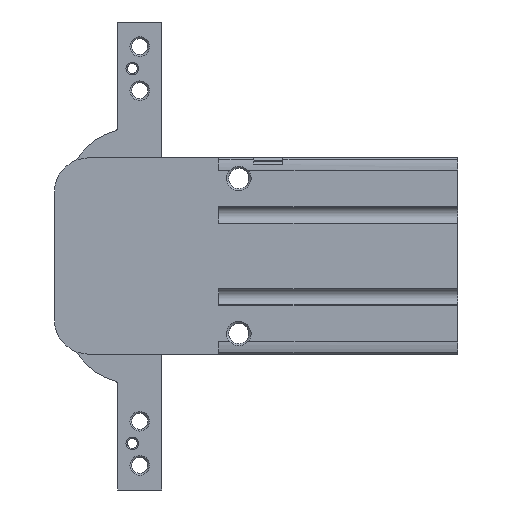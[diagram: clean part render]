
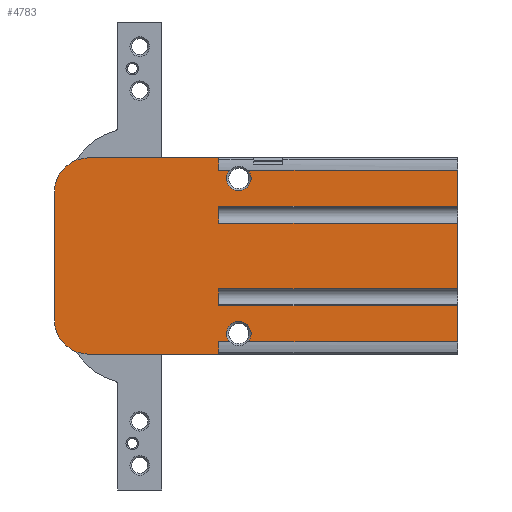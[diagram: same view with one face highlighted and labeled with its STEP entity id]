
A CAD part, left-side view. The second image highlights one B-rep face of the part: STEP entity #4783.
In plain terms, the highlighted planar face has unit normal (-1, 0, 0).
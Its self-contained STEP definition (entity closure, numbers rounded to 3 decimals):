
#300=LINE('',#7147,#693);
#319=LINE('',#7229,#712);
#419=LINE('',#7645,#812);
#420=LINE('',#7653,#813);
#440=LINE('',#7751,#833);
#442=LINE('',#7759,#835);
#452=LINE('',#7811,#845);
#457=LINE('',#7835,#850);
#481=LINE('',#7922,#874);
#494=LINE('',#7960,#887);
#496=LINE('',#7964,#889);
#497=LINE('',#7965,#890);
#498=LINE('',#7967,#891);
#499=LINE('',#7969,#892);
#500=LINE('',#7971,#893);
#501=LINE('',#7972,#894);
#502=LINE('',#7974,#895);
#503=LINE('',#7976,#896);
#693=VECTOR('',#5635,1000.);
#712=VECTOR('',#5688,1000.);
#812=VECTOR('',#5992,1000.);
#813=VECTOR('',#5993,1000.);
#833=VECTOR('',#6051,1000.);
#835=VECTOR('',#6057,1000.);
#845=VECTOR('',#6095,1000.);
#850=VECTOR('',#6114,1000.);
#874=VECTOR('',#6190,1000.);
#887=VECTOR('',#6223,1000.);
#889=VECTOR('',#6229,1000.);
#890=VECTOR('',#6230,1000.);
#891=VECTOR('',#6233,1000.);
#892=VECTOR('',#6234,1000.);
#893=VECTOR('',#6235,1000.);
#894=VECTOR('',#6236,1000.);
#895=VECTOR('',#6237,1000.);
#896=VECTOR('',#6238,1000.);
#1588=ORIENTED_EDGE('',*,*,#2842,.T.);
#1589=ORIENTED_EDGE('',*,*,#2695,.F.);
#1590=ORIENTED_EDGE('',*,*,#2843,.T.);
#1591=ORIENTED_EDGE('',*,*,#2486,.F.);
#1592=ORIENTED_EDGE('',*,*,#2526,.F.);
#1593=ORIENTED_EDGE('',*,*,#2840,.F.);
#1594=ORIENTED_EDGE('',*,*,#2523,.F.);
#1595=ORIENTED_EDGE('',*,*,#2521,.T.);
#1596=ORIENTED_EDGE('',*,*,#2844,.T.);
#1597=ORIENTED_EDGE('',*,*,#2732,.T.);
#1598=ORIENTED_EDGE('',*,*,#2845,.T.);
#1599=ORIENTED_EDGE('',*,*,#2736,.T.);
#1600=ORIENTED_EDGE('',*,*,#2769,.T.);
#1601=ORIENTED_EDGE('',*,*,#2846,.F.);
#1602=ORIENTED_EDGE('',*,*,#2847,.T.);
#1603=ORIENTED_EDGE('',*,*,#2848,.T.);
#1604=ORIENTED_EDGE('',*,*,#2757,.T.);
#1605=ORIENTED_EDGE('',*,*,#2849,.F.);
#1606=ORIENTED_EDGE('',*,*,#2850,.T.);
#1607=ORIENTED_EDGE('',*,*,#2851,.T.);
#1608=ORIENTED_EDGE('',*,*,#2819,.T.);
#1609=ORIENTED_EDGE('',*,*,#2697,.F.);
#2486=EDGE_CURVE('',#3179,#3180,#300,.T.);
#2521=EDGE_CURVE('',#3210,#3209,#319,.T.);
#2523=EDGE_CURVE('',#3210,#3211,#3644,.T.);
#2526=EDGE_CURVE('',#3212,#3179,#3645,.T.);
#2695=EDGE_CURVE('',#3338,#3339,#419,.T.);
#2697=EDGE_CURVE('',#3340,#3341,#420,.T.);
#2732=EDGE_CURVE('',#3366,#3364,#440,.T.);
#2736=EDGE_CURVE('',#3365,#3369,#442,.T.);
#2757=EDGE_CURVE('',#3386,#3385,#452,.T.);
#2769=EDGE_CURVE('',#3369,#3397,#457,.T.);
#2819=EDGE_CURVE('',#3435,#3341,#481,.T.);
#2840=EDGE_CURVE('',#3211,#3212,#494,.T.);
#2842=EDGE_CURVE('',#3340,#3339,#3758,.T.);
#2843=EDGE_CURVE('',#3338,#3180,#496,.T.);
#2844=EDGE_CURVE('',#3209,#3366,#497,.T.);
#2845=EDGE_CURVE('',#3364,#3365,#3759,.T.);
#2846=EDGE_CURVE('',#3450,#3397,#498,.T.);
#2847=EDGE_CURVE('',#3450,#3451,#499,.T.);
#2848=EDGE_CURVE('',#3451,#3386,#500,.T.);
#2849=EDGE_CURVE('',#3452,#3385,#501,.T.);
#2850=EDGE_CURVE('',#3452,#3453,#502,.T.);
#2851=EDGE_CURVE('',#3453,#3435,#503,.T.);
#3179=VERTEX_POINT('',#7146);
#3180=VERTEX_POINT('',#7148);
#3209=VERTEX_POINT('',#7228);
#3210=VERTEX_POINT('',#7230);
#3211=VERTEX_POINT('',#7234);
#3212=VERTEX_POINT('',#7238);
#3338=VERTEX_POINT('',#7644);
#3339=VERTEX_POINT('',#7646);
#3340=VERTEX_POINT('',#7652);
#3341=VERTEX_POINT('',#7654);
#3364=VERTEX_POINT('',#7749);
#3365=VERTEX_POINT('',#7750);
#3366=VERTEX_POINT('',#7752);
#3369=VERTEX_POINT('',#7758);
#3385=VERTEX_POINT('',#7810);
#3386=VERTEX_POINT('',#7812);
#3397=VERTEX_POINT('',#7834);
#3435=VERTEX_POINT('',#7923);
#3450=VERTEX_POINT('',#7968);
#3451=VERTEX_POINT('',#7970);
#3452=VERTEX_POINT('',#7973);
#3453=VERTEX_POINT('',#7975);
#3644=CIRCLE('',#5053,7.);
#3645=CIRCLE('',#5055,7.);
#3758=CIRCLE('',#5233,2.5);
#3759=CIRCLE('',#5234,2.5);
#3968=EDGE_LOOP('',(#1588,#1589,#1590,#1591,#1592,#1593,#1594,#1595,#1596,
#1597,#1598,#1599,#1600,#1601,#1602,#1603,#1604,#1605,#1606,#1607,#1608,
#1609));
#4321=FACE_BOUND('',#3968,.T.);
#4633=PLANE('',#5232);
#4783=ADVANCED_FACE('',(#4321),#4633,.F.);
#5053=AXIS2_PLACEMENT_3D('',#7233,#5692,#5693);
#5055=AXIS2_PLACEMENT_3D('',#7239,#5698,#5699);
#5232=AXIS2_PLACEMENT_3D('',#7962,#6225,#6226);
#5233=AXIS2_PLACEMENT_3D('',#7963,#6227,#6228);
#5234=AXIS2_PLACEMENT_3D('',#7966,#6231,#6232);
#5635=DIRECTION('',(0.,-1.,0.));
#5688=DIRECTION('',(0.,-1.,0.));
#5692=DIRECTION('',(1.,0.,0.));
#5693=DIRECTION('',(0.,0.,-1.));
#5698=DIRECTION('',(1.,0.,0.));
#5699=DIRECTION('',(0.,0.,-1.));
#5992=DIRECTION('',(0.,-1.,0.));
#5993=DIRECTION('',(0.,-1.,0.));
#6051=DIRECTION('',(0.,-1.,0.));
#6057=DIRECTION('',(0.,-1.,0.));
#6095=DIRECTION('',(0.,0.,1.));
#6114=DIRECTION('',(0.,0.,1.));
#6190=DIRECTION('',(0.,0.,1.));
#6223=DIRECTION('',(0.,0.,1.));
#6225=DIRECTION('',(1.,0.,0.));
#6226=DIRECTION('',(0.,0.,-1.));
#6227=DIRECTION('',(1.,0.,0.));
#6228=DIRECTION('',(0.,0.,-1.));
#6229=DIRECTION('',(0.,0.,1.));
#6230=DIRECTION('',(0.,0.,1.));
#6231=DIRECTION('',(1.,0.,0.));
#6232=DIRECTION('',(0.,0.,-1.));
#6233=DIRECTION('',(0.,-1.,0.));
#6234=DIRECTION('',(0.,0.,1.));
#6235=DIRECTION('',(0.,-1.,0.));
#6236=DIRECTION('',(0.,-1.,0.));
#6237=DIRECTION('',(0.,0.,1.));
#6238=DIRECTION('',(0.,-1.,0.));
#7146=CARTESIAN_POINT('',(-13.,75.2,20.));
#7147=CARTESIAN_POINT('',(-13.,82.2,20.));
#7148=CARTESIAN_POINT('',(-13.,48.7,20.));
#7228=CARTESIAN_POINT('',(-13.,48.7,-20.));
#7229=CARTESIAN_POINT('',(-13.,82.2,-20.));
#7230=CARTESIAN_POINT('',(-13.,75.2,-20.));
#7233=CARTESIAN_POINT('',(-13.,75.2,-13.));
#7234=CARTESIAN_POINT('',(-13.,82.2,-13.));
#7238=CARTESIAN_POINT('',(-13.,82.2,13.));
#7239=CARTESIAN_POINT('',(-13.,75.2,13.));
#7644=CARTESIAN_POINT('',(-13.,48.7,17.5));
#7645=CARTESIAN_POINT('',(-13.,48.7,17.5));
#7646=CARTESIAN_POINT('',(-13.,46.433,17.5));
#7652=CARTESIAN_POINT('',(-13.,42.767,17.5));
#7653=CARTESIAN_POINT('',(-13.,48.7,17.5));
#7654=CARTESIAN_POINT('',(-13.,0.,17.5));
#7749=CARTESIAN_POINT('',(-13.,46.433,-17.5));
#7750=CARTESIAN_POINT('',(-13.,42.767,-17.5));
#7751=CARTESIAN_POINT('',(-13.,48.7,-17.5));
#7752=CARTESIAN_POINT('',(-13.,48.7,-17.5));
#7758=CARTESIAN_POINT('',(-13.,0.,-17.5));
#7759=CARTESIAN_POINT('',(-13.,48.7,-17.5));
#7810=CARTESIAN_POINT('',(-13.,0.,6.7));
#7811=CARTESIAN_POINT('',(-13.,0.,-20.));
#7812=CARTESIAN_POINT('',(-13.,0.,-6.7));
#7834=CARTESIAN_POINT('',(-13.,0.,-10.1));
#7835=CARTESIAN_POINT('',(-13.,0.,-20.));
#7922=CARTESIAN_POINT('',(-13.,0.,-20.));
#7923=CARTESIAN_POINT('',(-13.,0.,10.1));
#7960=CARTESIAN_POINT('',(-13.,82.2,-20.));
#7962=CARTESIAN_POINT('',(-13.,82.2,-20.));
#7963=CARTESIAN_POINT('',(-13.,44.6,15.8));
#7964=CARTESIAN_POINT('',(-13.,48.7,-20.));
#7965=CARTESIAN_POINT('',(-13.,48.7,-20.));
#7966=CARTESIAN_POINT('',(-13.,44.6,-15.8));
#7967=CARTESIAN_POINT('',(-13.,48.7,-10.1));
#7968=CARTESIAN_POINT('',(-13.,48.7,-10.1));
#7969=CARTESIAN_POINT('',(-13.,48.7,-10.1));
#7970=CARTESIAN_POINT('',(-13.,48.7,-6.7));
#7971=CARTESIAN_POINT('',(-13.,48.7,-6.7));
#7972=CARTESIAN_POINT('',(-13.,48.7,6.7));
#7973=CARTESIAN_POINT('',(-13.,48.7,6.7));
#7974=CARTESIAN_POINT('',(-13.,48.7,6.7));
#7975=CARTESIAN_POINT('',(-13.,48.7,10.1));
#7976=CARTESIAN_POINT('',(-13.,48.7,10.1));
